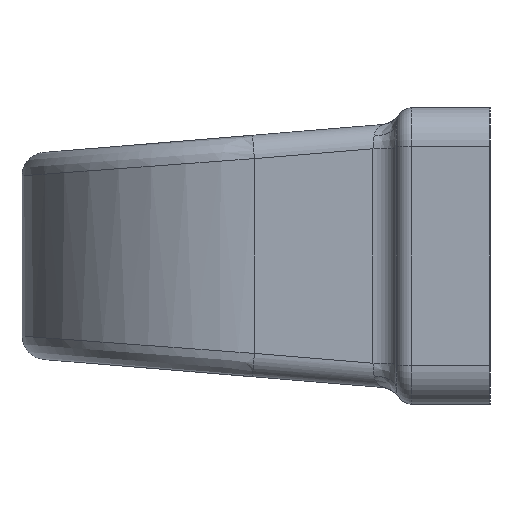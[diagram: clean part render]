
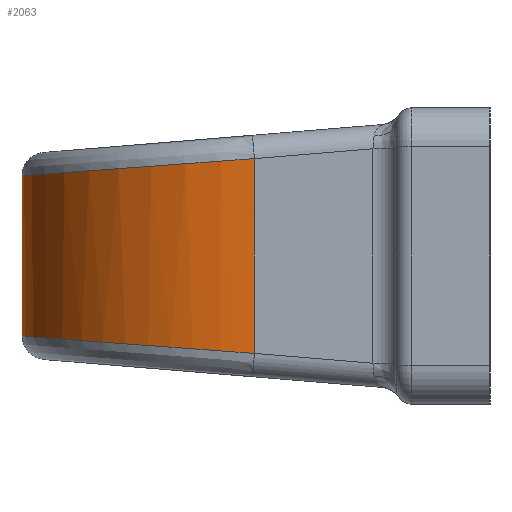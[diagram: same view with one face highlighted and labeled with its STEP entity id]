
A CAD part, left-side view. The second image highlights one B-rep face of the part: STEP entity #2063.
In plain terms, the highlighted cylindrical face has radius 29.8 mm (diameter 59.6 mm), a partial arc.
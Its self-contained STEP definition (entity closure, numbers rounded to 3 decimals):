
#4 = EDGE_CURVE ( 'NONE', #1527, #1709, #3563, .T. ) ;
#190 = LINE ( 'NONE', #5558, #1298 ) ;
#345 = CARTESIAN_POINT ( 'NONE',  ( -29.8, 0., 12.489 ) ) ;
#709 =( BOUNDED_CURVE ( )  B_SPLINE_CURVE ( 3, ( #3066, #8170, #8071, #1115 ),
 .UNSPECIFIED., .F., .F. ) 
 B_SPLINE_CURVE_WITH_KNOTS ( ( 4, 4 ),
 ( 0., 1.571 ),
 .UNSPECIFIED. ) 
 CURVE ( )  GEOMETRIC_REPRESENTATION_ITEM ( )  RATIONAL_B_SPLINE_CURVE ( ( 1., 0.805, 0.805, 1. ) ) 
 REPRESENTATION_ITEM ( '' )  );
#1047 = ORIENTED_EDGE ( 'NONE', *, *, #1890, .T. ) ;
#1115 = CARTESIAN_POINT ( 'NONE',  ( 29.8, 0., 12.489 ) ) ;
#1181 = EDGE_CURVE ( 'NONE', #1527, #2761, #190, .T. ) ;
#1298 = VECTOR ( 'NONE', #7358, 1000. ) ;
#1394 = CYLINDRICAL_SURFACE ( 'NONE', #5454, 29.8 ) ;
#1527 = VERTEX_POINT ( 'NONE', #2731 ) ;
#1577 = CARTESIAN_POINT ( 'NONE',  ( -29.8, 17.456, 11.194 ) ) ;
#1709 = VERTEX_POINT ( 'NONE', #5330 ) ;
#1890 = EDGE_CURVE ( 'NONE', #2243, #4805, #3301, .T. ) ;
#1960 = EDGE_CURVE ( 'NONE', #4805, #2761, #7380, .T. ) ;
#2063 = ADVANCED_FACE ( 'NONE', ( #2100 ), #1394, .T. ) ;
#2100 = FACE_OUTER_BOUND ( 'NONE', #7016, .T. ) ;
#2243 = VERTEX_POINT ( 'NONE', #6665 ) ;
#2294 = CARTESIAN_POINT ( 'NONE',  ( -29.8, 0., -12.489 ) ) ;
#2551 = CARTESIAN_POINT ( 'NONE',  ( 0., 0., 19. ) ) ;
#2731 = CARTESIAN_POINT ( 'NONE',  ( -29.8, 0., 12.489 ) ) ;
#2761 = VERTEX_POINT ( 'NONE', #2294 ) ;
#2914 = CARTESIAN_POINT ( 'NONE',  ( 29.8, 0., -12.489 ) ) ;
#3066 = CARTESIAN_POINT ( 'NONE',  ( 0., 29.8, 10.279 ) ) ;
#3283 = EDGE_CURVE ( 'NONE', #1709, #2243, #709, .T. ) ;
#3301 = LINE ( 'NONE', #7416, #4197 ) ;
#3563 =( BOUNDED_CURVE ( )  B_SPLINE_CURVE ( 3, ( #345, #1577, #5411, #4159 ),
 .UNSPECIFIED., .F., .F. ) 
 B_SPLINE_CURVE_WITH_KNOTS ( ( 4, 4 ),
 ( 4.712, 6.283 ),
 .UNSPECIFIED. ) 
 CURVE ( )  GEOMETRIC_REPRESENTATION_ITEM ( )  RATIONAL_B_SPLINE_CURVE ( ( 1., 0.805, 0.805, 1. ) ) 
 REPRESENTATION_ITEM ( '' )  );
#4121 = ORIENTED_EDGE ( 'NONE', *, *, #1960, .T. ) ;
#4159 = CARTESIAN_POINT ( 'NONE',  ( 0., 29.8, 10.279 ) ) ;
#4197 = VECTOR ( 'NONE', #6167, 1000. ) ;
#4296 = CARTESIAN_POINT ( 'NONE',  ( 29.8, 0., -12.489 ) ) ;
#4405 = CARTESIAN_POINT ( 'NONE',  ( 29.8, 59.6, -8.069 ) ) ;
#4805 = VERTEX_POINT ( 'NONE', #2914 ) ;
#5330 = CARTESIAN_POINT ( 'NONE',  ( 0., 29.8, 10.279 ) ) ;
#5411 = CARTESIAN_POINT ( 'NONE',  ( -17.456, 29.8, 10.279 ) ) ;
#5454 = AXIS2_PLACEMENT_3D ( 'NONE', #2551, #7658, #7685 ) ;
#5558 = CARTESIAN_POINT ( 'NONE',  ( -29.8, 0., 19. ) ) ;
#5988 = ORIENTED_EDGE ( 'NONE', *, *, #4, .T. ) ;
#6167 = DIRECTION ( 'NONE',  ( 0., 0., -1. ) ) ;
#6283 = CARTESIAN_POINT ( 'NONE',  ( -29.8, 0., -12.489 ) ) ;
#6607 = ORIENTED_EDGE ( 'NONE', *, *, #1181, .F. ) ;
#6665 = CARTESIAN_POINT ( 'NONE',  ( 29.8, 0., 12.489 ) ) ;
#7016 = EDGE_LOOP ( 'NONE', ( #1047, #4121, #6607, #5988, #8211 ) ) ;
#7358 = DIRECTION ( 'NONE',  ( 0., 0., -1. ) ) ;
#7380 =( BOUNDED_CURVE ( )  B_SPLINE_CURVE ( 3, ( #4296, #4405, #7472, #6283 ),
 .UNSPECIFIED., .F., .T. ) 
 B_SPLINE_CURVE_WITH_KNOTS ( ( 4, 4 ),
 ( 1.571, 4.712 ),
 .UNSPECIFIED. ) 
 CURVE ( )  GEOMETRIC_REPRESENTATION_ITEM ( )  RATIONAL_B_SPLINE_CURVE ( ( 1., 0.333, 0.333, 1. ) ) 
 REPRESENTATION_ITEM ( '' )  );
#7416 = CARTESIAN_POINT ( 'NONE',  ( 29.8, 0., 19. ) ) ;
#7472 = CARTESIAN_POINT ( 'NONE',  ( -29.8, 59.6, -8.069 ) ) ;
#7658 = DIRECTION ( 'NONE',  ( 0., 0., -1. ) ) ;
#7685 = DIRECTION ( 'NONE',  ( -1., 0., 0. ) ) ;
#8071 = CARTESIAN_POINT ( 'NONE',  ( 29.8, 17.456, 11.194 ) ) ;
#8170 = CARTESIAN_POINT ( 'NONE',  ( 17.456, 29.8, 10.279 ) ) ;
#8211 = ORIENTED_EDGE ( 'NONE', *, *, #3283, .T. ) ;
